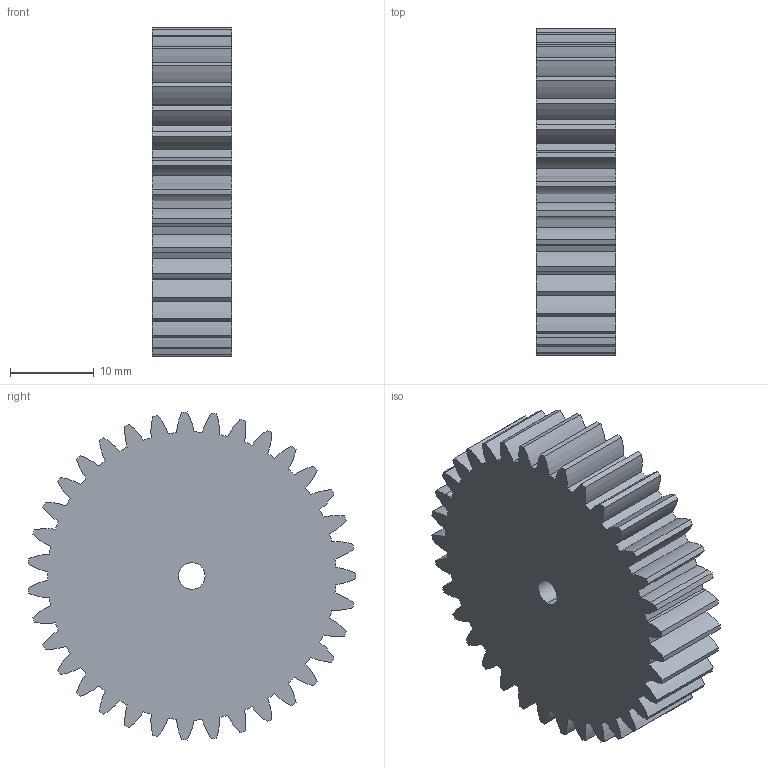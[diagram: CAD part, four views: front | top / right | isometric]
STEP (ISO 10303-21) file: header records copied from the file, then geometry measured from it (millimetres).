
FILE_DESCRIPTION (( 'STEP AP214' ), '1' );
FILE_NAME ('35T Idler Gear.STEP', '2024-10-15T21:54:07', ( '' ), ( '' ), 'SwSTEP 2.0', 'SolidWorks 2024', '' );
FILE_SCHEMA (( 'AUTOMOTIVE_DESIGN' ));
Length unit declared in the file: inch
Products named in the file (1): 35T Idler Gear
Bounding box: 9.53 x 39.1 x 39.14 mm (x, y, z)
Volume: 9983.9 mm3; surface area: 4415 mm2
Topology: 1 solids, 1 shells, 148 faces, 438 edges, 292 vertices
Faces by surface type: cylinder 146, plane 2
Entity records: 5165 total; most frequent: DIRECTION 1028, CARTESIAN_POINT 879, ORIENTED_EDGE 876, AXIS2_PLACEMENT_3D 441, EDGE_CURVE 438, VERTEX_POINT 292, CIRCLE 292, EDGE_LOOP 150
